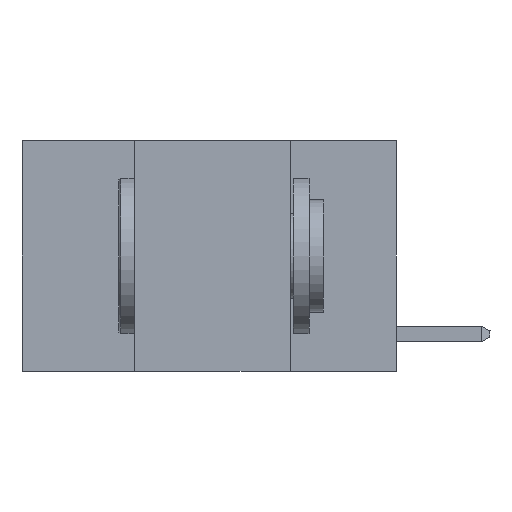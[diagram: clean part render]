
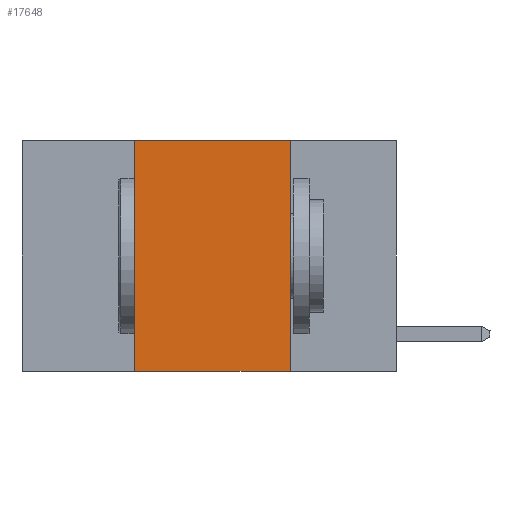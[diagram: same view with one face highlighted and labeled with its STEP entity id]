
A CAD part, left-side view. The second image highlights one B-rep face of the part: STEP entity #17648.
In plain terms, the highlighted planar face has unit normal (-1, 0, 0).
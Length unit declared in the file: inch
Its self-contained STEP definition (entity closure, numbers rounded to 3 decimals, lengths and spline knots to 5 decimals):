
#133 = CARTESIAN_POINT ( 'NONE',  ( 0., 0.42, -0.37 ) ) ;
#437 = CARTESIAN_POINT ( 'NONE',  ( 0., 0.6, 0. ) ) ;
#1115 = VERTEX_POINT ( 'NONE', #133 ) ;
#2855 = LINE ( 'NONE', #8119, #20630 ) ;
#3234 = EDGE_CURVE ( 'NONE', #12184, #21820, #21190, .T. ) ;
#3925 = CARTESIAN_POINT ( 'NONE',  ( 0., 0.42, 0. ) ) ;
#4093 = EDGE_CURVE ( 'NONE', #1115, #12184, #14251, .T. ) ;
#5170 = CARTESIAN_POINT ( 'NONE',  ( 0., 0.17, 0. ) ) ;
#5912 = ORIENTED_EDGE ( 'NONE', *, *, #3234, .F. ) ;
#6958 = FACE_OUTER_BOUND ( 'NONE', #8561, .T. ) ;
#7523 = PLANE ( 'NONE',  #18032 ) ;
#8119 = CARTESIAN_POINT ( 'NONE',  ( 0., 0.6, -0.37 ) ) ;
#8156 = VECTOR ( 'NONE', #11571, 39.37008 ) ;
#8561 = EDGE_LOOP ( 'NONE', ( #21242, #5912, #21677, #18612 ) ) ;
#8613 = EDGE_CURVE ( 'NONE', #1115, #17320, #2855, .T. ) ;
#8956 = VECTOR ( 'NONE', #20025, 39.37008 ) ;
#10419 = CARTESIAN_POINT ( 'NONE',  ( 0., 0.17, -0.37 ) ) ;
#11267 = DIRECTION ( 'NONE',  ( 0., 0., -1. ) ) ;
#11571 = DIRECTION ( 'NONE',  ( 0., -1., 0. ) ) ;
#12184 = VERTEX_POINT ( 'NONE', #13214 ) ;
#12364 = VECTOR ( 'NONE', #11267, 39.37008 ) ;
#13041 = DIRECTION ( 'NONE',  ( 0., 0., -1. ) ) ;
#13214 = CARTESIAN_POINT ( 'NONE',  ( 0., 0.42, 0. ) ) ;
#14251 = LINE ( 'NONE', #3925, #8956 ) ;
#14788 = EDGE_CURVE ( 'NONE', #21820, #17320, #17076, .T. ) ;
#17076 = LINE ( 'NONE', #18485, #12364 ) ;
#17320 = VERTEX_POINT ( 'NONE', #10419 ) ;
#17648 = ADVANCED_FACE ( 'NONE', ( #6958 ), #7523, .F. ) ;
#18032 = AXIS2_PLACEMENT_3D ( 'NONE', #437, #20106, #13041 ) ;
#18223 = CARTESIAN_POINT ( 'NONE',  ( 0., 0.6, 0. ) ) ;
#18485 = CARTESIAN_POINT ( 'NONE',  ( 0., 0.17, 0. ) ) ;
#18612 = ORIENTED_EDGE ( 'NONE', *, *, #8613, .T. ) ;
#20025 = DIRECTION ( 'NONE',  ( 0., 0., 1. ) ) ;
#20106 = DIRECTION ( 'NONE',  ( 1., 0., 0. ) ) ;
#20630 = VECTOR ( 'NONE', #22513, 39.37008 ) ;
#21190 = LINE ( 'NONE', #18223, #8156 ) ;
#21242 = ORIENTED_EDGE ( 'NONE', *, *, #14788, .F. ) ;
#21677 = ORIENTED_EDGE ( 'NONE', *, *, #4093, .F. ) ;
#21820 = VERTEX_POINT ( 'NONE', #5170 ) ;
#22513 = DIRECTION ( 'NONE',  ( 0., -1., 0. ) ) ;
